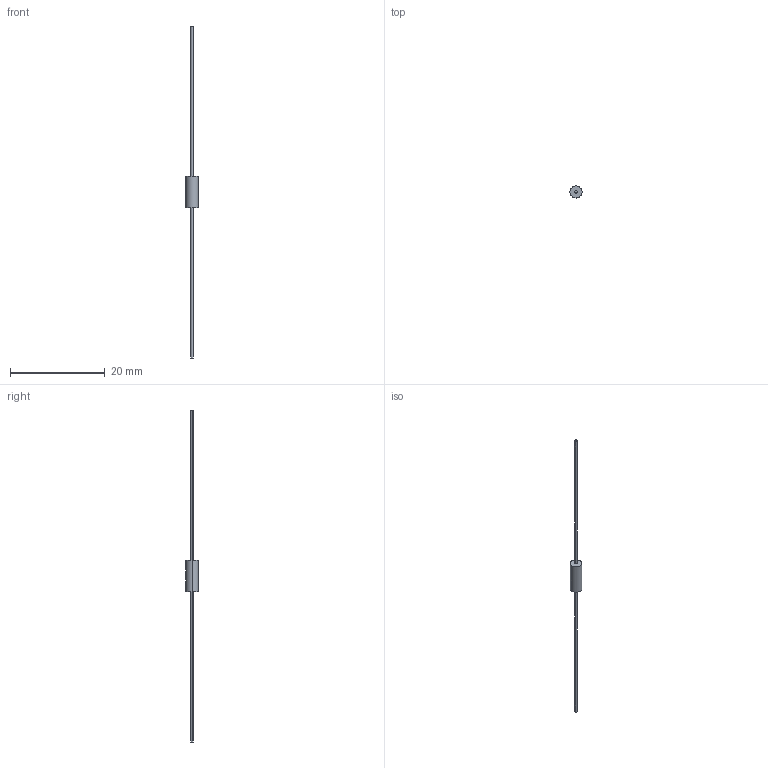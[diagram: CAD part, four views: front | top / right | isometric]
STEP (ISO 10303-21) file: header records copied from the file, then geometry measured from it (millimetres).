
FILE_DESCRIPTION (( 'STEP AP214' ), '1' );
FILE_NAME ('CCA_AXM_C124_D2.54L6.6LL31.75F0.52.STEP', '2024-07-19T17:34:37', ( '' ), ( '' ), 'SwSTEP 2.0', 'SolidWorks 2021', '' );
FILE_SCHEMA (( 'AUTOMOTIVE_DESIGN' ));
Length unit declared in the file: millimetre
Products named in the file (1): CCA_AXM_C124_D2.54L6.6LL31.75F0.52
Bounding box: 2.54 x 2.54 x 70.1 mm (x, y, z)
Volume: 46.9 mm3; surface area: 166.7 mm2
Topology: 1 solids, 1 shells, 66 faces, 177 edges, 118 vertices
Faces by surface type: bspline 31, plane 26, cylinder 9
Entity records: 2902 total; most frequent: CARTESIAN_POINT 856, ORIENTED_EDGE 354, EDGE_CURVE 177, DIRECTION 148, VERTEX_POINT 118, B_SPLINE_CURVE_WITH_KNOTS 113, EDGE_LOOP 71, FACE_OUTER_BOUND 66
